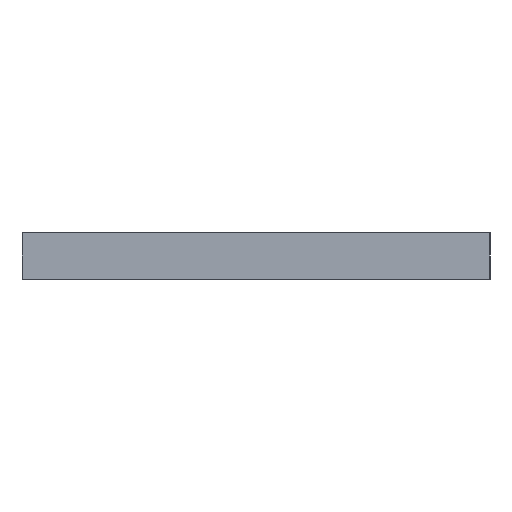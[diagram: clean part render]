
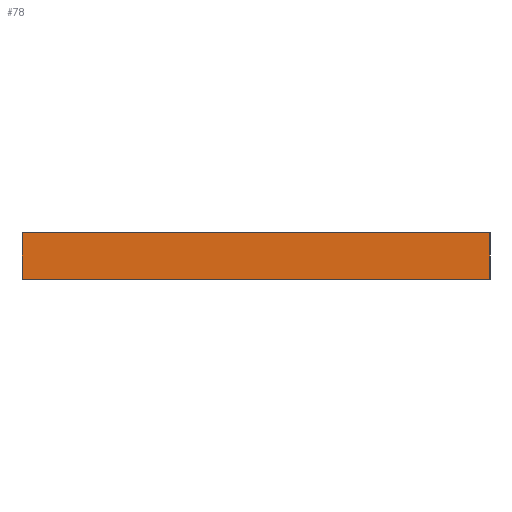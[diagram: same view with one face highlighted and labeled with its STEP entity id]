
A CAD part, left-side view. The second image highlights one B-rep face of the part: STEP entity #78.
In plain terms, the highlighted planar face has unit normal (-1, 0, 0).
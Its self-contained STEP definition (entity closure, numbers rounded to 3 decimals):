
#78 = ADVANCED_FACE( '', ( #329 ), #330, .F. );
#329 = FACE_OUTER_BOUND( '', #941, .T. );
#330 = PLANE( '', #942 );
#941 = EDGE_LOOP( '', ( #1565, #1566, #1567, #1568 ) );
#942 = AXIS2_PLACEMENT_3D( '', #1569, #1570, #1571 );
#1565 = ORIENTED_EDGE( '', *, *, #2428, .T. );
#1566 = ORIENTED_EDGE( '', *, *, #2435, .F. );
#1567 = ORIENTED_EDGE( '', *, *, #2436, .F. );
#1568 = ORIENTED_EDGE( '', *, *, #2437, .T. );
#1569 = CARTESIAN_POINT( '', ( -300., 250., 50. ) );
#1570 = DIRECTION( '', ( 1., 0., 0. ) );
#1571 = DIRECTION( '', ( 0., 0., -1. ) );
#2428 = EDGE_CURVE( '', #2800, #2801, #2802, .T. );
#2435 = EDGE_CURVE( '', #2812, #2801, #2814, .T. );
#2436 = EDGE_CURVE( '', #2815, #2812, #2816, .T. );
#2437 = EDGE_CURVE( '', #2815, #2800, #2817, .T. );
#2800 = VERTEX_POINT( '', #3300 );
#2801 = VERTEX_POINT( '', #3301 );
#2802 = LINE( '', #3302, #3303 );
#2812 = VERTEX_POINT( '', #3317 );
#2814 = LINE( '', #3320, #3321 );
#2815 = VERTEX_POINT( '', #3322 );
#2816 = LINE( '', #3323, #3324 );
#2817 = LINE( '', #3325, #3326 );
#3300 = CARTESIAN_POINT( '', ( -300., 250., 0. ) );
#3301 = CARTESIAN_POINT( '', ( -300., -250., 0. ) );
#3302 = CARTESIAN_POINT( '', ( -300., 250., 0. ) );
#3303 = VECTOR( '', #3932, 1000. );
#3317 = CARTESIAN_POINT( '', ( -300., -250., 50. ) );
#3320 = CARTESIAN_POINT( '', ( -300., -250., 50. ) );
#3321 = VECTOR( '', #3941, 1000. );
#3322 = CARTESIAN_POINT( '', ( -300., 250., 50. ) );
#3323 = CARTESIAN_POINT( '', ( -300., 250., 50. ) );
#3324 = VECTOR( '', #3942, 1000. );
#3325 = CARTESIAN_POINT( '', ( -300., 250., 50. ) );
#3326 = VECTOR( '', #3943, 1000. );
#3932 = DIRECTION( '', ( 0., -1., 0. ) );
#3941 = DIRECTION( '', ( 0., 0., -1. ) );
#3942 = DIRECTION( '', ( 0., -1., 0. ) );
#3943 = DIRECTION( '', ( 0., 0., -1. ) );
